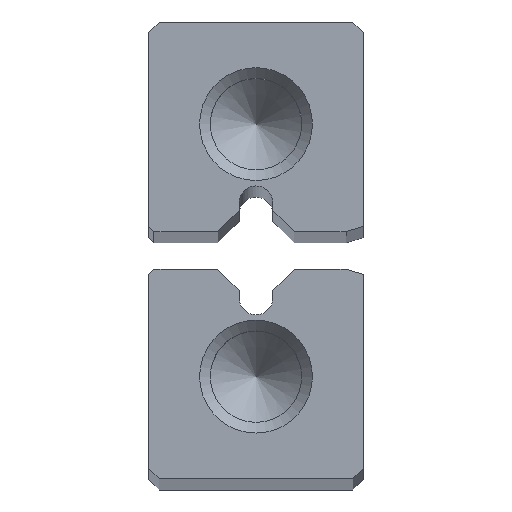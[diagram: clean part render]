
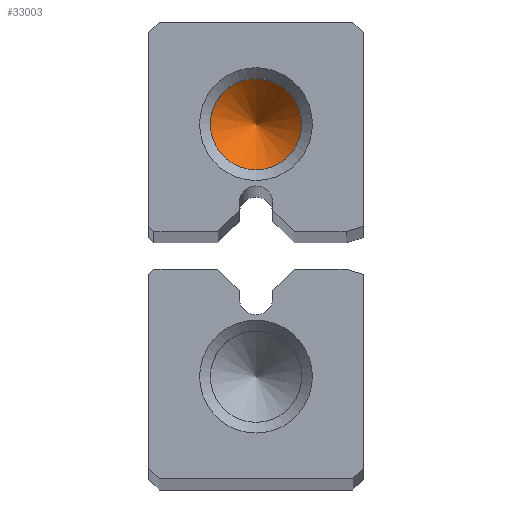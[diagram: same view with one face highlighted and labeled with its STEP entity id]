
A CAD part, top view. The second image highlights one B-rep face of the part: STEP entity #33003.
In plain terms, the highlighted conical face has half-angle 45 degrees and reference radius 0.85 mm.
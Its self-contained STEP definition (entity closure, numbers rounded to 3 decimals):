
#12215 = CYLINDRICAL_SURFACE('',#12216,0.85);
#12216 = AXIS2_PLACEMENT_3D('',#12217,#12218,#12219);
#12217 = CARTESIAN_POINT('',(0.,2.35,119.8));
#12218 = DIRECTION('',(0.,0.,-1.));
#12219 = DIRECTION('',(0.,-1.,0.));
#30551 = VERTEX_POINT('',#30552);
#30552 = CARTESIAN_POINT('',(0.,1.5,117.5));
#30573 = EDGE_CURVE('',#30551,#30551,#30574,.T.);
#30574 = SURFACE_CURVE('',#30575,(#30580,#30587),.PCURVE_S1.);
#30575 = CIRCLE('',#30576,0.85);
#30576 = AXIS2_PLACEMENT_3D('',#30577,#30578,#30579);
#30577 = CARTESIAN_POINT('',(0.,2.35,117.5));
#30578 = DIRECTION('',(0.,0.,1.));
#30579 = DIRECTION('',(0.,-1.,0.));
#30580 = PCURVE('',#12215,#30581);
#30581 = DEFINITIONAL_REPRESENTATION('',(#30582),#30586);
#30582 = LINE('',#30583,#30584);
#30583 = CARTESIAN_POINT('',(0.,2.3));
#30584 = VECTOR('',#30585,1.);
#30585 = DIRECTION('',(-1.,0.));
#30586 = ( GEOMETRIC_REPRESENTATION_CONTEXT(2) 
PARAMETRIC_REPRESENTATION_CONTEXT() REPRESENTATION_CONTEXT('2D SPACE',''
  ) );
#30587 = PCURVE('',#30588,#30593);
#30588 = CONICAL_SURFACE('',#30589,0.85,0.785);
#30589 = AXIS2_PLACEMENT_3D('',#30590,#30591,#30592);
#30590 = CARTESIAN_POINT('',(0.,2.35,117.5));
#30591 = DIRECTION('',(0.,0.,1.));
#30592 = DIRECTION('',(0.,-1.,0.));
#30593 = DEFINITIONAL_REPRESENTATION('',(#30594),#30598);
#30594 = LINE('',#30595,#30596);
#30595 = CARTESIAN_POINT('',(0.,0.));
#30596 = VECTOR('',#30597,1.);
#30597 = DIRECTION('',(1.,0.));
#30598 = ( GEOMETRIC_REPRESENTATION_CONTEXT(2) 
PARAMETRIC_REPRESENTATION_CONTEXT() REPRESENTATION_CONTEXT('2D SPACE',''
  ) );
#33003 = ADVANCED_FACE('',(#33004),#30588,.F.);
#33004 = FACE_BOUND('',#33005,.T.);
#33005 = EDGE_LOOP('',(#33006,#33007,#33030));
#33006 = ORIENTED_EDGE('',*,*,#30573,.T.);
#33007 = ORIENTED_EDGE('',*,*,#33008,.T.);
#33008 = EDGE_CURVE('',#30551,#33009,#33011,.T.);
#33009 = VERTEX_POINT('',#33010);
#33010 = CARTESIAN_POINT('',(0.,2.35,116.65));
#33011 = SEAM_CURVE('',#33012,(#33016,#33023),.PCURVE_S1.);
#33012 = LINE('',#33013,#33014);
#33013 = CARTESIAN_POINT('',(0.,1.5,117.5));
#33014 = VECTOR('',#33015,1.);
#33015 = DIRECTION('',(0.,0.707,
    -0.707));
#33016 = PCURVE('',#30588,#33017);
#33017 = DEFINITIONAL_REPRESENTATION('',(#33018),#33022);
#33018 = LINE('',#33019,#33020);
#33019 = CARTESIAN_POINT('',(0.,0.));
#33020 = VECTOR('',#33021,1.);
#33021 = DIRECTION('',(0.,-1.));
#33022 = ( GEOMETRIC_REPRESENTATION_CONTEXT(2) 
PARAMETRIC_REPRESENTATION_CONTEXT() REPRESENTATION_CONTEXT('2D SPACE',''
  ) );
#33023 = PCURVE('',#30588,#33024);
#33024 = DEFINITIONAL_REPRESENTATION('',(#33025),#33029);
#33025 = LINE('',#33026,#33027);
#33026 = CARTESIAN_POINT('',(6.283,0.));
#33027 = VECTOR('',#33028,1.);
#33028 = DIRECTION('',(0.,-1.));
#33029 = ( GEOMETRIC_REPRESENTATION_CONTEXT(2) 
PARAMETRIC_REPRESENTATION_CONTEXT() REPRESENTATION_CONTEXT('2D SPACE',''
  ) );
#33030 = ORIENTED_EDGE('',*,*,#33008,.F.);
